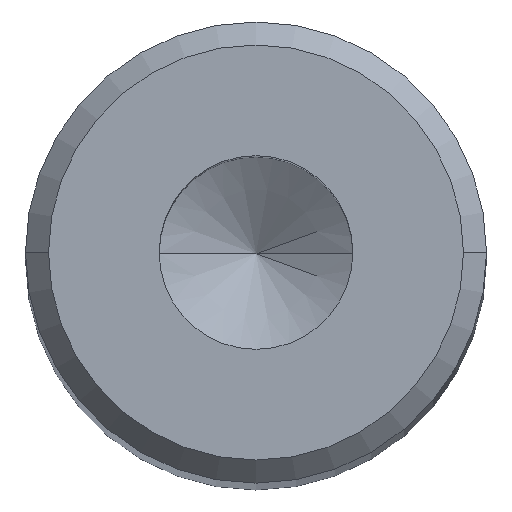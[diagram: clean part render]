
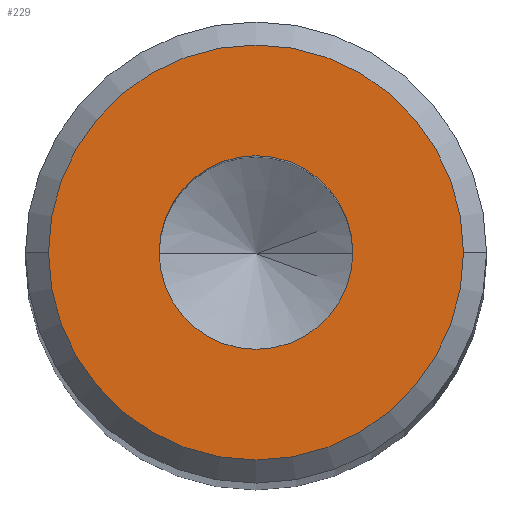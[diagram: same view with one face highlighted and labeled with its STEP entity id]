
A CAD part, top view. The second image highlights one B-rep face of the part: STEP entity #229.
In plain terms, the highlighted planar face has unit normal (0, 0, 1).
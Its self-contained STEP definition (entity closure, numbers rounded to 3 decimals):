
#15 = AXIS2_PLACEMENT_3D ( 'NONE', #234, #412, #143 ) ;
#17 = DIRECTION ( 'NONE',  ( 1., 0., 0. ) ) ;
#21 = ORIENTED_EDGE ( 'NONE', *, *, #287, .T. ) ;
#46 = AXIS2_PLACEMENT_3D ( 'NONE', #222, #176, #451 ) ;
#52 = PLANE ( 'NONE',  #15 ) ;
#58 = DIRECTION ( 'NONE',  ( 0., 0., 1. ) ) ;
#62 = CARTESIAN_POINT ( 'NONE',  ( 0., 0., 0. ) ) ;
#91 = DIRECTION ( 'NONE',  ( 0., 0., 1. ) ) ;
#93 = AXIS2_PLACEMENT_3D ( 'NONE', #402, #301, #219 ) ;
#97 = EDGE_CURVE ( 'NONE', #264, #464, #414, .T. ) ;
#129 = CARTESIAN_POINT ( 'NONE',  ( -2.1, 0., 0. ) ) ;
#143 = DIRECTION ( 'NONE',  ( 1., 0., 0. ) ) ;
#144 = ORIENTED_EDGE ( 'NONE', *, *, #326, .F. ) ;
#162 = ORIENTED_EDGE ( 'NONE', *, *, #253, .F. ) ;
#176 = DIRECTION ( 'NONE',  ( 0., 0., 1. ) ) ;
#207 = EDGE_LOOP ( 'NONE', ( #144, #162 ) ) ;
#219 = DIRECTION ( 'NONE',  ( 1., 0., 0. ) ) ;
#222 = CARTESIAN_POINT ( 'NONE',  ( 0., 0., 0. ) ) ;
#223 = CARTESIAN_POINT ( 'NONE',  ( 0., 0., 0. ) ) ;
#229 = ADVANCED_FACE ( 'NONE', ( #231, #409 ), #52, .T. ) ;
#231 = FACE_BOUND ( 'NONE', #207, .T. ) ;
#234 = CARTESIAN_POINT ( 'NONE',  ( 0., 0., 0. ) ) ;
#253 = EDGE_CURVE ( 'NONE', #394, #421, #582, .T. ) ;
#264 = VERTEX_POINT ( 'NONE', #532 ) ;
#287 = EDGE_CURVE ( 'NONE', #464, #264, #315, .T. ) ;
#295 = EDGE_LOOP ( 'NONE', ( #525, #21 ) ) ;
#301 = DIRECTION ( 'NONE',  ( 0., 0., 1. ) ) ;
#315 = CIRCLE ( 'NONE', #46, 4.5 ) ;
#326 = EDGE_CURVE ( 'NONE', #421, #394, #562, .T. ) ;
#394 = VERTEX_POINT ( 'NONE', #129 ) ;
#402 = CARTESIAN_POINT ( 'NONE',  ( 0., 0., 0. ) ) ;
#409 = FACE_OUTER_BOUND ( 'NONE', #295, .T. ) ;
#412 = DIRECTION ( 'NONE',  ( 0., 0., 1. ) ) ;
#414 = CIRCLE ( 'NONE', #543, 4.5 ) ;
#421 = VERTEX_POINT ( 'NONE', #426 ) ;
#426 = CARTESIAN_POINT ( 'NONE',  ( 2.1, 0., 0. ) ) ;
#451 = DIRECTION ( 'NONE',  ( 1., 0., 0. ) ) ;
#464 = VERTEX_POINT ( 'NONE', #475 ) ;
#475 = CARTESIAN_POINT ( 'NONE',  ( 4.5, 0., 0. ) ) ;
#517 = AXIS2_PLACEMENT_3D ( 'NONE', #62, #58, #17 ) ;
#525 = ORIENTED_EDGE ( 'NONE', *, *, #97, .T. ) ;
#532 = CARTESIAN_POINT ( 'NONE',  ( -4.5, 0., 0. ) ) ;
#543 = AXIS2_PLACEMENT_3D ( 'NONE', #223, #91, #575 ) ;
#562 = CIRCLE ( 'NONE', #93, 2.1 ) ;
#575 = DIRECTION ( 'NONE',  ( 1., 0., 0. ) ) ;
#582 = CIRCLE ( 'NONE', #517, 2.1 ) ;
